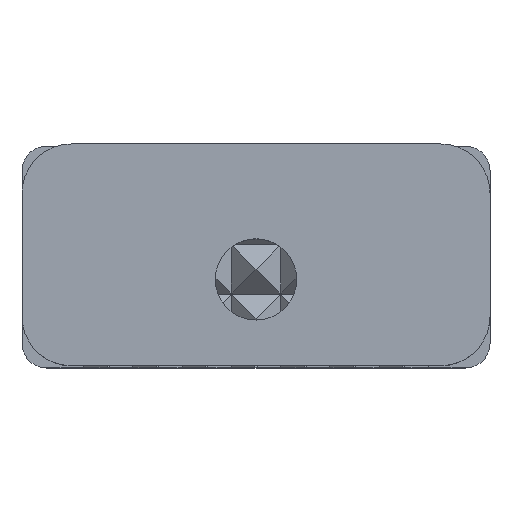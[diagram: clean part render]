
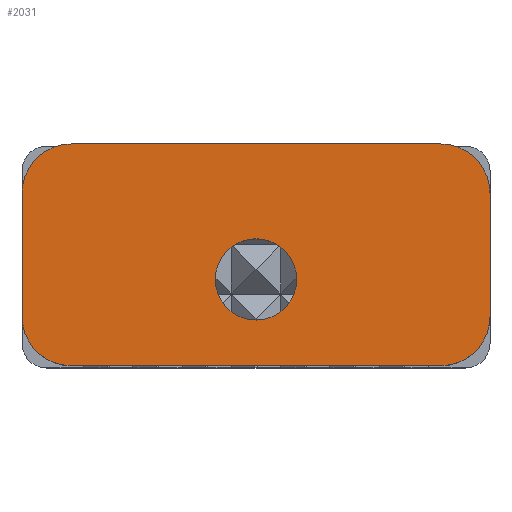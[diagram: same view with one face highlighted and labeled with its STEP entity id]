
A CAD part, top view. The second image highlights one B-rep face of the part: STEP entity #2031.
In plain terms, the highlighted planar face has unit normal (0, 0, 1).
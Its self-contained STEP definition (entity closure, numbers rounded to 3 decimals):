
#19=FACE_BOUND('',#435,.T.);
#146=PLANE('',#2212);
#288=FACE_OUTER_BOUND('',#434,.T.);
#434=EDGE_LOOP('',(#1860,#1861,#1862,#1863,#1864,#1865,#1866,#1867));
#435=EDGE_LOOP('',(#1868));
#444=CIRCLE('',#2070,2.);
#450=CIRCLE('',#2079,2.);
#451=CIRCLE('',#2082,2.);
#452=CIRCLE('',#2085,2.);
#461=CIRCLE('',#2210,1.65);
#495=LINE('',#2899,#732);
#501=LINE('',#2921,#738);
#504=LINE('',#2930,#741);
#698=LINE('',#3338,#935);
#732=VECTOR('',#2313,10.);
#738=VECTOR('',#2335,10.);
#741=VECTOR('',#2344,10.);
#935=VECTOR('',#2794,10.);
#970=VERTEX_POINT('',#2886);
#971=VERTEX_POINT('',#2887);
#975=VERTEX_POINT('',#2897);
#982=VERTEX_POINT('',#2915);
#983=VERTEX_POINT('',#2919);
#984=VERTEX_POINT('',#2923);
#985=VERTEX_POINT('',#2924);
#986=VERTEX_POINT('',#2929);
#1072=VERTEX_POINT('',#3335);
#1115=EDGE_CURVE('',#970,#971,#444,.T.);
#1121=EDGE_CURVE('',#970,#975,#495,.T.);
#1129=EDGE_CURVE('',#982,#975,#450,.T.);
#1132=EDGE_CURVE('',#982,#983,#501,.T.);
#1133=EDGE_CURVE('',#984,#985,#451,.T.);
#1136=EDGE_CURVE('',#986,#985,#504,.T.);
#1138=EDGE_CURVE('',#986,#983,#452,.T.);
#1339=EDGE_CURVE('',#1072,#1072,#461,.T.);
#1340=EDGE_CURVE('',#984,#971,#698,.T.);
#1860=ORIENTED_EDGE('',*,*,#1115,.F.);
#1861=ORIENTED_EDGE('',*,*,#1121,.T.);
#1862=ORIENTED_EDGE('',*,*,#1129,.F.);
#1863=ORIENTED_EDGE('',*,*,#1132,.T.);
#1864=ORIENTED_EDGE('',*,*,#1138,.F.);
#1865=ORIENTED_EDGE('',*,*,#1136,.T.);
#1866=ORIENTED_EDGE('',*,*,#1133,.F.);
#1867=ORIENTED_EDGE('',*,*,#1340,.T.);
#1868=ORIENTED_EDGE('',*,*,#1339,.T.);
#2031=ADVANCED_FACE('',(#288,#19),#146,.T.);
#2070=AXIS2_PLACEMENT_3D('',#2888,#2303,#2304);
#2079=AXIS2_PLACEMENT_3D('',#2916,#2329,#2330);
#2082=AXIS2_PLACEMENT_3D('',#2925,#2338,#2339);
#2085=AXIS2_PLACEMENT_3D('',#2933,#2348,#2349);
#2210=AXIS2_PLACEMENT_3D('',#3336,#2790,#2791);
#2212=AXIS2_PLACEMENT_3D('',#3339,#2795,#2796);
#2303=DIRECTION('center_axis',(0.,0.,-1.));
#2304=DIRECTION('ref_axis',(-0.707,0.707,0.));
#2313=DIRECTION('',(0.,-1.,0.));
#2329=DIRECTION('center_axis',(0.,0.,-1.));
#2330=DIRECTION('ref_axis',(-0.707,-0.707,0.));
#2335=DIRECTION('',(1.,0.,0.));
#2338=DIRECTION('center_axis',(0.,0.,-1.));
#2339=DIRECTION('ref_axis',(0.707,0.707,0.));
#2344=DIRECTION('',(0.,1.,0.));
#2348=DIRECTION('center_axis',(0.,0.,-1.));
#2349=DIRECTION('ref_axis',(0.707,-0.707,0.));
#2790=DIRECTION('center_axis',(0.,0.,-1.));
#2791=DIRECTION('ref_axis',(-1.,0.,0.));
#2794=DIRECTION('',(-1.,0.,0.));
#2795=DIRECTION('center_axis',(0.,0.,1.));
#2796=DIRECTION('ref_axis',(1.,0.,0.));
#2886=CARTESIAN_POINT('',(0.,7.,55.5));
#2887=CARTESIAN_POINT('',(2.,9.,55.5));
#2888=CARTESIAN_POINT('Origin',(2.,7.,55.5));
#2897=CARTESIAN_POINT('',(0.,2.,55.5));
#2899=CARTESIAN_POINT('',(0.,9.,55.5));
#2915=CARTESIAN_POINT('',(2.,0.,55.5));
#2916=CARTESIAN_POINT('Origin',(2.,2.,55.5));
#2919=CARTESIAN_POINT('',(17.,0.,55.5));
#2921=CARTESIAN_POINT('',(0.,0.,55.5));
#2923=CARTESIAN_POINT('',(17.,9.,55.5));
#2924=CARTESIAN_POINT('',(19.,7.,55.5));
#2925=CARTESIAN_POINT('Origin',(17.,7.,55.5));
#2929=CARTESIAN_POINT('',(19.,2.,55.5));
#2930=CARTESIAN_POINT('',(19.,0.,55.5));
#2933=CARTESIAN_POINT('Origin',(17.,2.,55.5));
#3335=CARTESIAN_POINT('',(11.15,3.5,55.5));
#3336=CARTESIAN_POINT('Origin',(9.5,3.5,55.5));
#3338=CARTESIAN_POINT('',(19.,9.,55.5));
#3339=CARTESIAN_POINT('Origin',(9.5,4.5,55.5));
